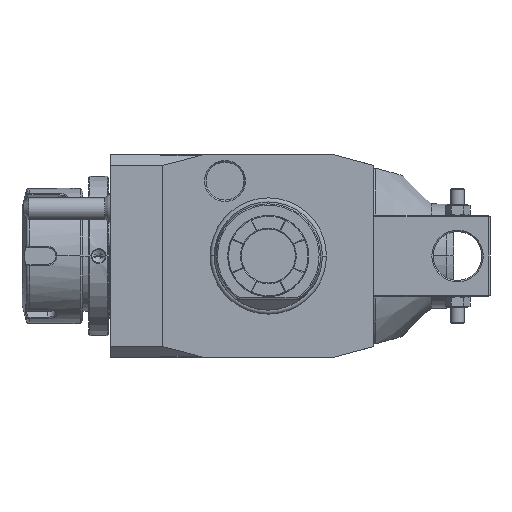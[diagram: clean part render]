
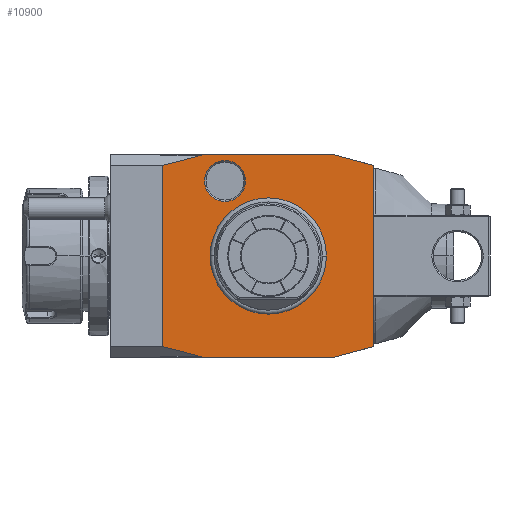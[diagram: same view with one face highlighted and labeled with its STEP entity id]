
A CAD part, front view. The second image highlights one B-rep face of the part: STEP entity #10900.
In plain terms, the highlighted planar face has unit normal (0, -1, 0).
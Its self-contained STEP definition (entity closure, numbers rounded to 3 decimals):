
#1=DIRECTION('',(-0.966,0.,0.259));
#2=VECTOR('',#1,15.529);
#3=CARTESIAN_POINT('',(39.,0.,33.481));
#4=LINE('',#3,#2);
#5=DIRECTION('',(0.,0.,1.));
#6=VECTOR('',#5,66.962);
#7=CARTESIAN_POINT('',(39.,0.,-33.481));
#8=LINE('',#7,#6);
#9=DIRECTION('',(0.966,0.,0.259));
#10=VECTOR('',#9,15.529);
#11=CARTESIAN_POINT('',(24.,0.,-37.5));
#12=LINE('',#11,#10);
#13=DIRECTION('',(1.,0.,0.));
#14=VECTOR('',#13,48.);
#15=CARTESIAN_POINT('',(-24.,0.,-37.5));
#16=LINE('',#15,#14);
#17=DIRECTION('',(0.966,0.,-0.259));
#18=VECTOR('',#17,15.529);
#19=CARTESIAN_POINT('',(-39.,0.,-33.481));
#20=LINE('',#19,#18);
#21=DIRECTION('',(0.,0.,-1.));
#22=VECTOR('',#21,66.962);
#23=CARTESIAN_POINT('',(-39.,0.,33.481));
#24=LINE('',#23,#22);
#25=DIRECTION('',(-0.966,0.,-0.259));
#26=VECTOR('',#25,15.529);
#27=CARTESIAN_POINT('',(-24.,0.,37.5));
#28=LINE('',#27,#26);
#29=DIRECTION('',(-1.,0.,0.));
#30=VECTOR('',#29,48.);
#31=CARTESIAN_POINT('',(24.,0.,37.5));
#32=LINE('',#31,#30);
#33=CARTESIAN_POINT('',(-16.,0.,27.713));
#34=DIRECTION('',(0.,1.,0.));
#35=DIRECTION('',(1.,0.,0.));
#36=AXIS2_PLACEMENT_3D('',#33,#34,#35);
#38=CARTESIAN_POINT('',(-16.,0.,27.713));
#39=DIRECTION('',(0.,1.,0.));
#40=DIRECTION('',(-1.,0.,0.));
#41=AXIS2_PLACEMENT_3D('',#38,#39,#40);
#7538=CARTESIAN_POINT('',(0.,0.,0.));
#7539=DIRECTION('',(0.,1.,0.));
#7540=DIRECTION('',(-1.,0.,0.));
#7541=AXIS2_PLACEMENT_3D('',#7538,#7539,#7540);
#7543=CARTESIAN_POINT('',(0.,0.,0.));
#7544=DIRECTION('',(0.,1.,0.));
#7545=DIRECTION('',(1.,0.,0.));
#7546=AXIS2_PLACEMENT_3D('',#7543,#7544,#7545);
#9701=CARTESIAN_POINT('',(-8.423,0.,27.713));
#9702=CARTESIAN_POINT('',(-23.577,0.,27.713));
#9703=VERTEX_POINT('',#9701);
#9704=VERTEX_POINT('',#9702);
#10605=CARTESIAN_POINT('',(39.,0.,33.481));
#10606=CARTESIAN_POINT('',(24.,0.,37.5));
#10607=VERTEX_POINT('',#10605);
#10608=VERTEX_POINT('',#10606);
#10609=CARTESIAN_POINT('',(-24.,0.,37.5));
#10610=VERTEX_POINT('',#10609);
#10611=CARTESIAN_POINT('',(-39.,0.,33.481));
#10612=VERTEX_POINT('',#10611);
#10613=CARTESIAN_POINT('',(-39.,0.,-33.481));
#10614=VERTEX_POINT('',#10613);
#10615=CARTESIAN_POINT('',(-24.,0.,-37.5));
#10616=VERTEX_POINT('',#10615);
#10617=CARTESIAN_POINT('',(24.,0.,-37.5));
#10618=VERTEX_POINT('',#10617);
#10619=CARTESIAN_POINT('',(39.,0.,-33.481));
#10620=VERTEX_POINT('',#10619);
#10675=CARTESIAN_POINT('',(-21.137,0.,0.));
#10676=CARTESIAN_POINT('',(21.137,0.,0.));
#10677=VERTEX_POINT('',#10675);
#10678=VERTEX_POINT('',#10676);
#10865=CARTESIAN_POINT('',(0.,0.,0.));
#10866=DIRECTION('',(0.,-1.,0.));
#10867=DIRECTION('',(-1.,0.,0.));
#10868=AXIS2_PLACEMENT_3D('',#10865,#10866,#10867);
#10869=PLANE('',#10868);
#10871=ORIENTED_EDGE('',*,*,#10870,.F.);
#10873=ORIENTED_EDGE('',*,*,#10872,.F.);
#10875=ORIENTED_EDGE('',*,*,#10874,.F.);
#10877=ORIENTED_EDGE('',*,*,#10876,.F.);
#10879=ORIENTED_EDGE('',*,*,#10878,.F.);
#10881=ORIENTED_EDGE('',*,*,#10880,.F.);
#10883=ORIENTED_EDGE('',*,*,#10882,.F.);
#10885=ORIENTED_EDGE('',*,*,#10884,.F.);
#10886=EDGE_LOOP('',(#10871,#10873,#10875,#10877,#10879,#10881,#10883,#10885));
#10887=FACE_OUTER_BOUND('',#10886,.F.);
#10889=ORIENTED_EDGE('',*,*,#10888,.F.);
#10891=ORIENTED_EDGE('',*,*,#10890,.F.);
#10892=EDGE_LOOP('',(#10889,#10891));
#10893=FACE_BOUND('',#10892,.F.);
#10895=ORIENTED_EDGE('',*,*,#10894,.F.);
#10897=ORIENTED_EDGE('',*,*,#10896,.F.);
#10898=EDGE_LOOP('',(#10895,#10897));
#10899=FACE_BOUND('',#10898,.F.);
#37=CIRCLE('',#36,7.577);
#42=CIRCLE('',#41,7.577);
#7542=CIRCLE('',#7541,21.137);
#7547=CIRCLE('',#7546,21.137);
#10870=EDGE_CURVE('',#10607,#10608,#4,.T.);
#10872=EDGE_CURVE('',#10620,#10607,#8,.T.);
#10874=EDGE_CURVE('',#10618,#10620,#12,.T.);
#10876=EDGE_CURVE('',#10616,#10618,#16,.T.);
#10878=EDGE_CURVE('',#10614,#10616,#20,.T.);
#10880=EDGE_CURVE('',#10612,#10614,#24,.T.);
#10882=EDGE_CURVE('',#10610,#10612,#28,.T.);
#10884=EDGE_CURVE('',#10608,#10610,#32,.T.);
#10888=EDGE_CURVE('',#10677,#10678,#7542,.T.);
#10890=EDGE_CURVE('',#10678,#10677,#7547,.T.);
#10894=EDGE_CURVE('',#9703,#9704,#37,.T.);
#10896=EDGE_CURVE('',#9704,#9703,#42,.T.);
#10900=ADVANCED_FACE('',(#10887,#10893,#10899),#10869,.T.);
